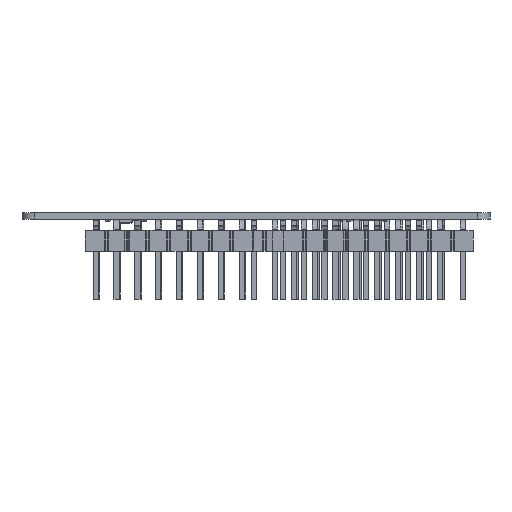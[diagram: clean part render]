
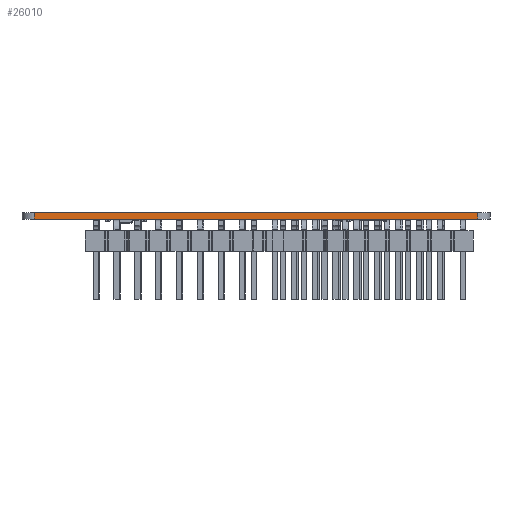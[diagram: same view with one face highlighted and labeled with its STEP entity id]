
A CAD part, front view. The second image highlights one B-rep face of the part: STEP entity #26010.
In plain terms, the highlighted planar face has unit normal (0, -1, 0).
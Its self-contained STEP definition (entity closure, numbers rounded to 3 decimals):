
#25827 = CYLINDRICAL_SURFACE('',#25828,1.5);
#25828 = AXIS2_PLACEMENT_3D('',#25829,#25830,#25831);
#25829 = CARTESIAN_POINT('',(-27.,-24.6,0.));
#25830 = DIRECTION('',(-0.,-0.,-1.));
#25831 = DIRECTION('',(1.,0.,-0.));
#25852 = VERTEX_POINT('',#25853);
#25853 = CARTESIAN_POINT('',(-27.,-26.1,0.8));
#25868 = PLANE('',#25869);
#25869 = AXIS2_PLACEMENT_3D('',#25870,#25871,#25872);
#25870 = CARTESIAN_POINT('',(2.786,-2.78,0.8));
#25871 = DIRECTION('',(0.,0.,1.));
#25872 = DIRECTION('',(1.,0.,-0.));
#25880 = EDGE_CURVE('',#25881,#25852,#25883,.T.);
#25881 = VERTEX_POINT('',#25882);
#25882 = CARTESIAN_POINT('',(-27.,-26.1,0.));
#25883 = SURFACE_CURVE('',#25884,(#25888,#25895),.PCURVE_S1.);
#25884 = LINE('',#25885,#25886);
#25885 = CARTESIAN_POINT('',(-27.,-26.1,0.));
#25886 = VECTOR('',#25887,1.);
#25887 = DIRECTION('',(0.,0.,1.));
#25888 = PCURVE('',#25827,#25889);
#25889 = DEFINITIONAL_REPRESENTATION('',(#25890),#25894);
#25890 = LINE('',#25891,#25892);
#25891 = CARTESIAN_POINT('',(-4.712,0.));
#25892 = VECTOR('',#25893,1.);
#25893 = DIRECTION('',(-0.,-1.));
#25894 = ( GEOMETRIC_REPRESENTATION_CONTEXT(2) 
PARAMETRIC_REPRESENTATION_CONTEXT() REPRESENTATION_CONTEXT('2D SPACE',''
  ) );
#25895 = PCURVE('',#25896,#25901);
#25896 = PLANE('',#25897);
#25897 = AXIS2_PLACEMENT_3D('',#25898,#25899,#25900);
#25898 = CARTESIAN_POINT('',(-27.,-26.1,0.));
#25899 = DIRECTION('',(0.,1.,0.));
#25900 = DIRECTION('',(1.,0.,0.));
#25901 = DEFINITIONAL_REPRESENTATION('',(#25902),#25906);
#25902 = LINE('',#25903,#25904);
#25903 = CARTESIAN_POINT('',(0.,0.));
#25904 = VECTOR('',#25905,1.);
#25905 = DIRECTION('',(0.,-1.));
#25906 = ( GEOMETRIC_REPRESENTATION_CONTEXT(2) 
PARAMETRIC_REPRESENTATION_CONTEXT() REPRESENTATION_CONTEXT('2D SPACE',''
  ) );
#25923 = PLANE('',#25924);
#25924 = AXIS2_PLACEMENT_3D('',#25925,#25926,#25927);
#25925 = CARTESIAN_POINT('',(2.786,-2.78,0.));
#25926 = DIRECTION('',(0.,0.,1.));
#25927 = DIRECTION('',(1.,0.,-0.));
#26010 = ADVANCED_FACE('',(#26011),#25896,.F.);
#26011 = FACE_BOUND('',#26012,.F.);
#26012 = EDGE_LOOP('',(#26013,#26014,#26037,#26065));
#26013 = ORIENTED_EDGE('',*,*,#25880,.T.);
#26014 = ORIENTED_EDGE('',*,*,#26015,.T.);
#26015 = EDGE_CURVE('',#25852,#26016,#26018,.T.);
#26016 = VERTEX_POINT('',#26017);
#26017 = CARTESIAN_POINT('',(27.,-26.1,0.8));
#26018 = SURFACE_CURVE('',#26019,(#26023,#26030),.PCURVE_S1.);
#26019 = LINE('',#26020,#26021);
#26020 = CARTESIAN_POINT('',(-27.,-26.1,0.8));
#26021 = VECTOR('',#26022,1.);
#26022 = DIRECTION('',(1.,0.,0.));
#26023 = PCURVE('',#25896,#26024);
#26024 = DEFINITIONAL_REPRESENTATION('',(#26025),#26029);
#26025 = LINE('',#26026,#26027);
#26026 = CARTESIAN_POINT('',(0.,-0.8));
#26027 = VECTOR('',#26028,1.);
#26028 = DIRECTION('',(1.,0.));
#26029 = ( GEOMETRIC_REPRESENTATION_CONTEXT(2) 
PARAMETRIC_REPRESENTATION_CONTEXT() REPRESENTATION_CONTEXT('2D SPACE',''
  ) );
#26030 = PCURVE('',#25868,#26031);
#26031 = DEFINITIONAL_REPRESENTATION('',(#26032),#26036);
#26032 = LINE('',#26033,#26034);
#26033 = CARTESIAN_POINT('',(-29.786,-23.32));
#26034 = VECTOR('',#26035,1.);
#26035 = DIRECTION('',(1.,0.));
#26036 = ( GEOMETRIC_REPRESENTATION_CONTEXT(2) 
PARAMETRIC_REPRESENTATION_CONTEXT() REPRESENTATION_CONTEXT('2D SPACE',''
  ) );
#26037 = ORIENTED_EDGE('',*,*,#26038,.F.);
#26038 = EDGE_CURVE('',#26039,#26016,#26041,.T.);
#26039 = VERTEX_POINT('',#26040);
#26040 = CARTESIAN_POINT('',(27.,-26.1,0.));
#26041 = SURFACE_CURVE('',#26042,(#26046,#26053),.PCURVE_S1.);
#26042 = LINE('',#26043,#26044);
#26043 = CARTESIAN_POINT('',(27.,-26.1,0.));
#26044 = VECTOR('',#26045,1.);
#26045 = DIRECTION('',(0.,0.,1.));
#26046 = PCURVE('',#25896,#26047);
#26047 = DEFINITIONAL_REPRESENTATION('',(#26048),#26052);
#26048 = LINE('',#26049,#26050);
#26049 = CARTESIAN_POINT('',(54.,0.));
#26050 = VECTOR('',#26051,1.);
#26051 = DIRECTION('',(0.,-1.));
#26052 = ( GEOMETRIC_REPRESENTATION_CONTEXT(2) 
PARAMETRIC_REPRESENTATION_CONTEXT() REPRESENTATION_CONTEXT('2D SPACE',''
  ) );
#26053 = PCURVE('',#26054,#26059);
#26054 = CYLINDRICAL_SURFACE('',#26055,1.5);
#26055 = AXIS2_PLACEMENT_3D('',#26056,#26057,#26058);
#26056 = CARTESIAN_POINT('',(27.,-24.6,0.));
#26057 = DIRECTION('',(-0.,-0.,-1.));
#26058 = DIRECTION('',(1.,0.,-0.));
#26059 = DEFINITIONAL_REPRESENTATION('',(#26060),#26064);
#26060 = LINE('',#26061,#26062);
#26061 = CARTESIAN_POINT('',(-4.712,0.));
#26062 = VECTOR('',#26063,1.);
#26063 = DIRECTION('',(-0.,-1.));
#26064 = ( GEOMETRIC_REPRESENTATION_CONTEXT(2) 
PARAMETRIC_REPRESENTATION_CONTEXT() REPRESENTATION_CONTEXT('2D SPACE',''
  ) );
#26065 = ORIENTED_EDGE('',*,*,#26066,.F.);
#26066 = EDGE_CURVE('',#25881,#26039,#26067,.T.);
#26067 = SURFACE_CURVE('',#26068,(#26072,#26079),.PCURVE_S1.);
#26068 = LINE('',#26069,#26070);
#26069 = CARTESIAN_POINT('',(-27.,-26.1,0.));
#26070 = VECTOR('',#26071,1.);
#26071 = DIRECTION('',(1.,0.,0.));
#26072 = PCURVE('',#25896,#26073);
#26073 = DEFINITIONAL_REPRESENTATION('',(#26074),#26078);
#26074 = LINE('',#26075,#26076);
#26075 = CARTESIAN_POINT('',(0.,0.));
#26076 = VECTOR('',#26077,1.);
#26077 = DIRECTION('',(1.,0.));
#26078 = ( GEOMETRIC_REPRESENTATION_CONTEXT(2) 
PARAMETRIC_REPRESENTATION_CONTEXT() REPRESENTATION_CONTEXT('2D SPACE',''
  ) );
#26079 = PCURVE('',#25923,#26080);
#26080 = DEFINITIONAL_REPRESENTATION('',(#26081),#26085);
#26081 = LINE('',#26082,#26083);
#26082 = CARTESIAN_POINT('',(-29.786,-23.32));
#26083 = VECTOR('',#26084,1.);
#26084 = DIRECTION('',(1.,0.));
#26085 = ( GEOMETRIC_REPRESENTATION_CONTEXT(2) 
PARAMETRIC_REPRESENTATION_CONTEXT() REPRESENTATION_CONTEXT('2D SPACE',''
  ) );
